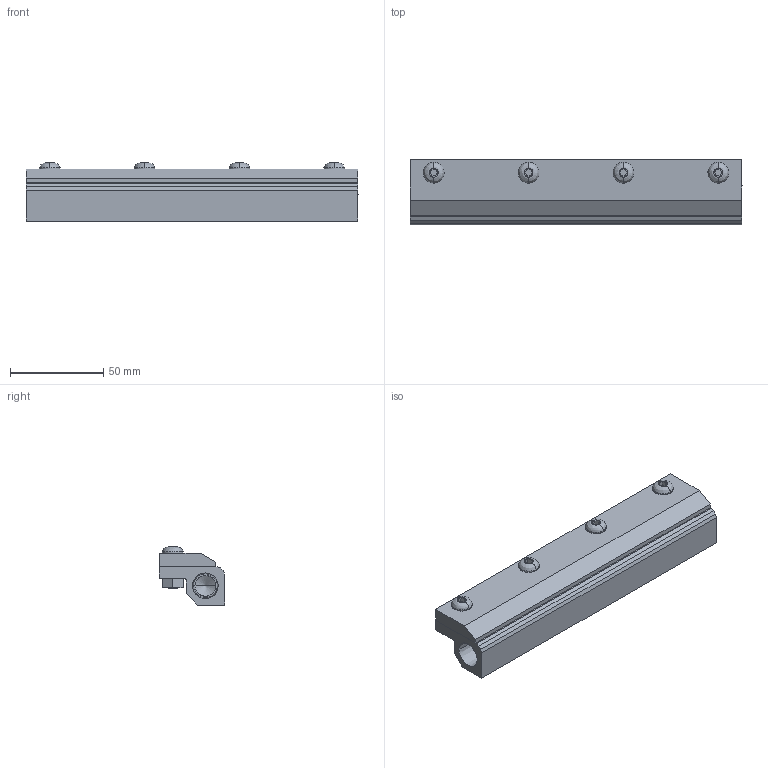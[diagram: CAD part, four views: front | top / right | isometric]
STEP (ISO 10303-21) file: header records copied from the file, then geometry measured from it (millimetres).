
FILE_DESCRIPTION((''),'2;1');
FILE_NAME('2006.stp','2010-04-28T16:15:24',('michael witt'),(''),'Autodesk Inventor 2010','Autodesk Inventor 2010','');
FILE_SCHEMA(('AUTOMOTIVE_DESIGN { 1 0 10303 214 1 1 1 1 }'));
Length unit declared in the file: inch
Products named in the file (1): Part1
Bounding box: 177.8 x 34.92 x 31.13 mm (x, y, z)
Surface area: 39247 mm2 (no closed solid volume)
Topology: 0 solids, 163 shells, 163 faces, 778 edges, 774 vertices
Faces by surface type: plane 93, cylinder 46, cone 16, bspline 8
Entity records: 10269 total; most frequent: CARTESIAN_POINT 3624, DIRECTION 1166, VERTEX_POINT 774, EDGE_CURVE 774, ORIENTED_EDGE 774, VECTOR 502, LINE 502, AXIS2_PLACEMENT_3D 332
